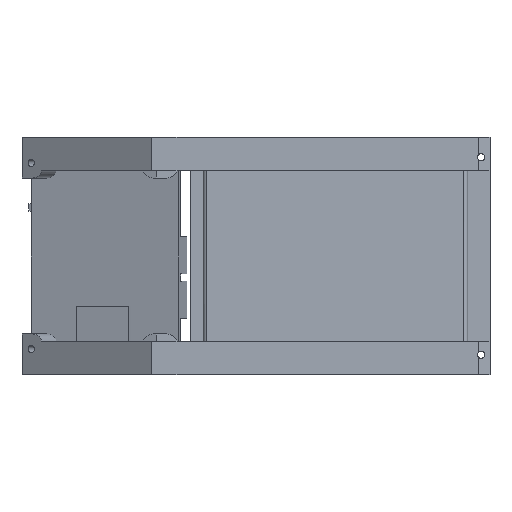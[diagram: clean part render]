
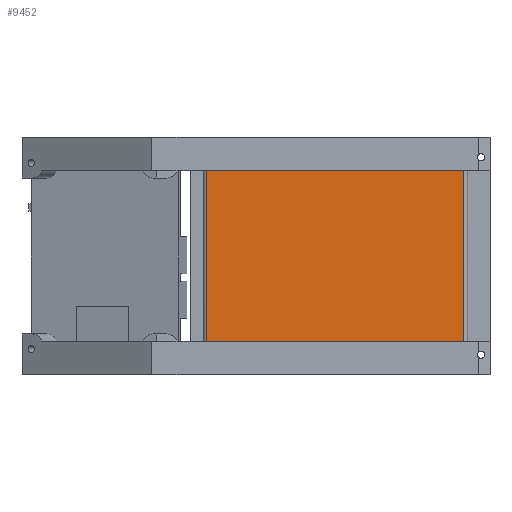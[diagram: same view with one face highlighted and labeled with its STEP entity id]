
A CAD part, front view. The second image highlights one B-rep face of the part: STEP entity #9452.
In plain terms, the highlighted planar face has unit normal (0, -1, 0).
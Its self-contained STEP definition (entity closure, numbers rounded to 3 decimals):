
#973=FACE_OUTER_BOUND('',#1548,.T.);
#1548=EDGE_LOOP('',(#7931,#7932,#7933,#7934));
#2492=LINE('',#15344,#3577);
#2493=LINE('',#15346,#3578);
#2495=LINE('',#15349,#3580);
#2497=LINE('',#15352,#3582);
#3577=VECTOR('',#12453,10.);
#3578=VECTOR('',#12456,10.);
#3580=VECTOR('',#12460,10.);
#3582=VECTOR('',#12464,10.);
#4483=VERTEX_POINT('',#15236);
#4486=VERTEX_POINT('',#15272);
#4488=VERTEX_POINT('',#15307);
#4489=VERTEX_POINT('',#15340);
#5666=EDGE_CURVE('',#4483,#4489,#2492,.T.);
#5667=EDGE_CURVE('',#4489,#4488,#2493,.T.);
#5669=EDGE_CURVE('',#4488,#4486,#2495,.T.);
#5671=EDGE_CURVE('',#4486,#4483,#2497,.T.);
#7931=ORIENTED_EDGE('',*,*,#5666,.F.);
#7932=ORIENTED_EDGE('',*,*,#5671,.F.);
#7933=ORIENTED_EDGE('',*,*,#5669,.F.);
#7934=ORIENTED_EDGE('',*,*,#5667,.F.);
#8936=PLANE('',#10288);
#9452=ADVANCED_FACE('',(#973),#8936,.T.);
#10288=AXIS2_PLACEMENT_3D('',#15355,#12468,#12469);
#12453=DIRECTION('',(0.,0.,-1.));
#12456=DIRECTION('',(-1.,0.,0.));
#12460=DIRECTION('',(0.,0.,1.));
#12464=DIRECTION('',(1.,0.,0.));
#12468=DIRECTION('center_axis',(0.,-1.,0.));
#12469=DIRECTION('ref_axis',(0.,0.,-1.));
#15236=CARTESIAN_POINT('',(33.432,-13.5,27.85));
#15272=CARTESIAN_POINT('',(-36.068,-13.5,27.85));
#15307=CARTESIAN_POINT('',(-36.068,-13.5,-27.85));
#15340=CARTESIAN_POINT('',(33.432,-13.5,-27.85));
#15344=CARTESIAN_POINT('',(33.432,-13.5,-14.425));
#15346=CARTESIAN_POINT('',(-19.193,-13.5,-27.85));
#15349=CARTESIAN_POINT('',(-36.068,-13.5,14.425));
#15352=CARTESIAN_POINT('',(16.557,-13.5,27.85));
#15355=CARTESIAN_POINT('Origin',(-1.318,-13.5,0.));
